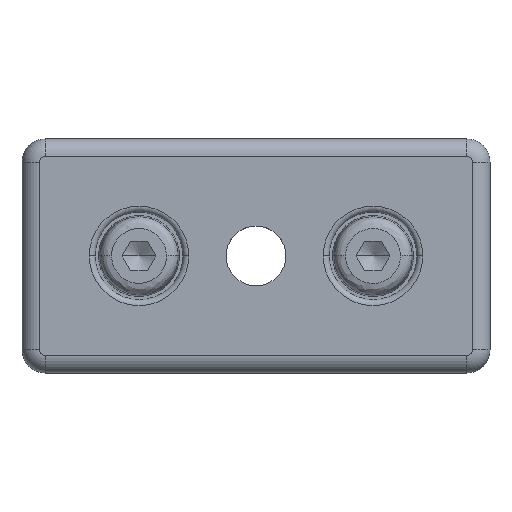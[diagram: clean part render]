
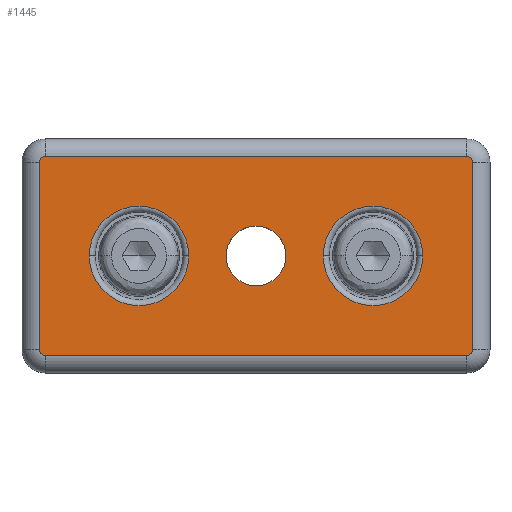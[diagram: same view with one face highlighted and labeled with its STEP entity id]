
A CAD part, top view. The second image highlights one B-rep face of the part: STEP entity #1445.
In plain terms, the highlighted planar face has unit normal (0, 0, 1).
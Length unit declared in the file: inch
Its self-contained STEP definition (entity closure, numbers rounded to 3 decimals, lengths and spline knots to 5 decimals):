
#43 = LINE ( 'NONE', #2126, #498 ) ;
#45 = EDGE_CURVE ( 'NONE', #11764, #6913, #756, .T. ) ;
#123 = EDGE_CURVE ( 'NONE', #4331, #11666, #1176, .T. ) ;
#143 = CARTESIAN_POINT ( 'NONE',  ( -0.7874, 0., 0.62992 ) ) ;
#286 = AXIS2_PLACEMENT_3D ( 'NONE', #3118, #11299, #2096 ) ;
#299 = CARTESIAN_POINT ( 'NONE',  ( 1.41732, -0.66929, 0.62992 ) ) ;
#374 = CARTESIAN_POINT ( 'NONE',  ( 1.41732, 0.62992, 0.62992 ) ) ;
#435 = EDGE_LOOP ( 'NONE', ( #11101, #11492 ) ) ;
#470 = VERTEX_POINT ( 'NONE', #6439 ) ;
#471 = CARTESIAN_POINT ( 'NONE',  ( 0.20079, 0., 0.62992 ) ) ;
#498 = VECTOR ( 'NONE', #9321, 39.37008 ) ;
#756 = CIRCLE ( 'NONE', #5256, 0.03937 ) ;
#925 = VERTEX_POINT ( 'NONE', #3541 ) ;
#970 = VERTEX_POINT ( 'NONE', #8635 ) ;
#1017 = CARTESIAN_POINT ( 'NONE',  ( -0.7874, 0., 0.62992 ) ) ;
#1119 = ORIENTED_EDGE ( 'NONE', *, *, #3950, .T. ) ;
#1176 = CIRCLE ( 'NONE', #6122, 0.20079 ) ;
#1230 = DIRECTION ( 'NONE',  ( -1., 0., 0. ) ) ;
#1299 = VECTOR ( 'NONE', #7763, 39.37008 ) ;
#1445 = ADVANCED_FACE ( 'NONE', ( #2033, #10421, #10222, #10288 ), #9287, .F. ) ;
#1455 = CARTESIAN_POINT ( 'NONE',  ( -1.45669, -0.62992, 0.62992 ) ) ;
#1480 = EDGE_LOOP ( 'NONE', ( #10197, #6278 ) ) ;
#1780 = CIRCLE ( 'NONE', #7359, 0.33465 ) ;
#1817 = EDGE_CURVE ( 'NONE', #7944, #7300, #1780, .T. ) ;
#1855 = CARTESIAN_POINT ( 'NONE',  ( -1.45669, 0.62992, 0.62992 ) ) ;
#2010 = VECTOR ( 'NONE', #11658, 39.37008 ) ;
#2031 = CIRCLE ( 'NONE', #3759, 0.03937 ) ;
#2033 = FACE_BOUND ( 'NONE', #1480, .T. ) ;
#2096 = DIRECTION ( 'NONE',  ( 0., -1., 0. ) ) ;
#2126 = CARTESIAN_POINT ( 'NONE',  ( 1.45669, -0.7874, 0.62992 ) ) ;
#2431 = CARTESIAN_POINT ( 'NONE',  ( -0.45276, 0., 0.62992 ) ) ;
#2542 = ORIENTED_EDGE ( 'NONE', *, *, #3269, .T. ) ;
#2829 = VERTEX_POINT ( 'NONE', #1455 ) ;
#2845 = DIRECTION ( 'NONE',  ( -1., 0., 0. ) ) ;
#2916 = CARTESIAN_POINT ( 'NONE',  ( 1.41732, -0.62992, 0.62992 ) ) ;
#3018 = CIRCLE ( 'NONE', #4726, 0.03937 ) ;
#3118 = CARTESIAN_POINT ( 'NONE',  ( 1.5748, -0.7874, 0.62992 ) ) ;
#3184 = CARTESIAN_POINT ( 'NONE',  ( 0.7874, 0., 0.62992 ) ) ;
#3269 = EDGE_CURVE ( 'NONE', #9945, #925, #2031, .T. ) ;
#3364 = EDGE_CURVE ( 'NONE', #970, #10548, #4367, .T. ) ;
#3420 = CARTESIAN_POINT ( 'NONE',  ( 0., 0., 0.62992 ) ) ;
#3452 = VECTOR ( 'NONE', #12074, 39.37008 ) ;
#3484 = ORIENTED_EDGE ( 'NONE', *, *, #6645, .T. ) ;
#3493 = CARTESIAN_POINT ( 'NONE',  ( 1.12205, 0., 0.62992 ) ) ;
#3541 = CARTESIAN_POINT ( 'NONE',  ( 1.45669, -0.62992, 0.62992 ) ) ;
#3759 = AXIS2_PLACEMENT_3D ( 'NONE', #2916, #4728, #11034 ) ;
#3772 = CIRCLE ( 'NONE', #8383, 0.33465 ) ;
#3775 = EDGE_CURVE ( 'NONE', #925, #8510, #43, .T. ) ;
#3893 = LINE ( 'NONE', #7991, #3452 ) ;
#3950 = EDGE_CURVE ( 'NONE', #8510, #470, #4382, .T. ) ;
#4180 = CARTESIAN_POINT ( 'NONE',  ( -1.41732, -0.66929, 0.62992 ) ) ;
#4250 = CARTESIAN_POINT ( 'NONE',  ( 0.7874, 0., 0.62992 ) ) ;
#4331 = VERTEX_POINT ( 'NONE', #12840 ) ;
#4367 = CIRCLE ( 'NONE', #12505, 0.33465 ) ;
#4380 = CIRCLE ( 'NONE', #10378, 0.33465 ) ;
#4382 = CIRCLE ( 'NONE', #6100, 0.03937 ) ;
#4486 = DIRECTION ( 'NONE',  ( 0., 0., 1. ) ) ;
#4726 = AXIS2_PLACEMENT_3D ( 'NONE', #8821, #8684, #11822 ) ;
#4728 = DIRECTION ( 'NONE',  ( 0., 0., 1. ) ) ;
#5256 = AXIS2_PLACEMENT_3D ( 'NONE', #5869, #8687, #2845 ) ;
#5579 = EDGE_CURVE ( 'NONE', #7300, #7944, #3772, .T. ) ;
#5645 = ORIENTED_EDGE ( 'NONE', *, *, #45, .T. ) ;
#5791 = AXIS2_PLACEMENT_3D ( 'NONE', #3420, #7525, #11603 ) ;
#5795 = CARTESIAN_POINT ( 'NONE',  ( -1.41732, 0.66929, 0.62992 ) ) ;
#5869 = CARTESIAN_POINT ( 'NONE',  ( -1.41732, 0.62992, 0.62992 ) ) ;
#6100 = AXIS2_PLACEMENT_3D ( 'NONE', #374, #4486, #8576 ) ;
#6122 = AXIS2_PLACEMENT_3D ( 'NONE', #8014, #13235, #13104 ) ;
#6278 = ORIENTED_EDGE ( 'NONE', *, *, #123, .F. ) ;
#6320 = VERTEX_POINT ( 'NONE', #4180 ) ;
#6327 = DIRECTION ( 'NONE',  ( 0., 0., -1. ) ) ;
#6361 = LINE ( 'NONE', #7371, #2010 ) ;
#6372 = EDGE_CURVE ( 'NONE', #10548, #970, #4380, .T. ) ;
#6419 = EDGE_LOOP ( 'NONE', ( #7292, #7450 ) ) ;
#6439 = CARTESIAN_POINT ( 'NONE',  ( 1.41732, 0.66929, 0.62992 ) ) ;
#6473 = CARTESIAN_POINT ( 'NONE',  ( 1.45669, 0.62992, 0.62992 ) ) ;
#6645 = EDGE_CURVE ( 'NONE', #6913, #2829, #6361, .T. ) ;
#6817 = CARTESIAN_POINT ( 'NONE',  ( 1.5748, 0.66929, 0.62992 ) ) ;
#6913 = VERTEX_POINT ( 'NONE', #1855 ) ;
#7292 = ORIENTED_EDGE ( 'NONE', *, *, #3364, .T. ) ;
#7300 = VERTEX_POINT ( 'NONE', #8904 ) ;
#7359 = AXIS2_PLACEMENT_3D ( 'NONE', #4250, #12497, #8353 ) ;
#7371 = CARTESIAN_POINT ( 'NONE',  ( -1.45669, -0.7874, 0.62992 ) ) ;
#7450 = ORIENTED_EDGE ( 'NONE', *, *, #6372, .T. ) ;
#7525 = DIRECTION ( 'NONE',  ( 0., 0., 1. ) ) ;
#7699 = LINE ( 'NONE', #6817, #1299 ) ;
#7763 = DIRECTION ( 'NONE',  ( -1., 0., 0. ) ) ;
#7944 = VERTEX_POINT ( 'NONE', #3493 ) ;
#7991 = CARTESIAN_POINT ( 'NONE',  ( 1.5748, -0.66929, 0.62992 ) ) ;
#8014 = CARTESIAN_POINT ( 'NONE',  ( 0., 0., 0.62992 ) ) ;
#8084 = DIRECTION ( 'NONE',  ( -1., 0., 0. ) ) ;
#8130 = EDGE_CURVE ( 'NONE', #6320, #9945, #3893, .T. ) ;
#8295 = EDGE_CURVE ( 'NONE', #470, #11764, #7699, .T. ) ;
#8353 = DIRECTION ( 'NONE',  ( -1., 0., 0. ) ) ;
#8383 = AXIS2_PLACEMENT_3D ( 'NONE', #3184, #10423, #1230 ) ;
#8403 = ORIENTED_EDGE ( 'NONE', *, *, #12907, .T. ) ;
#8427 = EDGE_LOOP ( 'NONE', ( #2542, #12403, #1119, #10089, #5645, #3484, #8403, #10258 ) ) ;
#8510 = VERTEX_POINT ( 'NONE', #6473 ) ;
#8576 = DIRECTION ( 'NONE',  ( -1., 0., 0. ) ) ;
#8635 = CARTESIAN_POINT ( 'NONE',  ( -1.12205, 0., 0.62992 ) ) ;
#8684 = DIRECTION ( 'NONE',  ( 0., 0., 1. ) ) ;
#8687 = DIRECTION ( 'NONE',  ( 0., 0., 1. ) ) ;
#8821 = CARTESIAN_POINT ( 'NONE',  ( -1.41732, -0.62992, 0.62992 ) ) ;
#8904 = CARTESIAN_POINT ( 'NONE',  ( 0.45276, 0., 0.62992 ) ) ;
#9280 = DIRECTION ( 'NONE',  ( 0., 0., -1. ) ) ;
#9287 = PLANE ( 'NONE',  #286 ) ;
#9321 = DIRECTION ( 'NONE',  ( 0., 1., 0. ) ) ;
#9945 = VERTEX_POINT ( 'NONE', #299 ) ;
#10089 = ORIENTED_EDGE ( 'NONE', *, *, #8295, .T. ) ;
#10197 = ORIENTED_EDGE ( 'NONE', *, *, #12537, .F. ) ;
#10222 = FACE_BOUND ( 'NONE', #435, .T. ) ;
#10258 = ORIENTED_EDGE ( 'NONE', *, *, #8130, .T. ) ;
#10288 = FACE_OUTER_BOUND ( 'NONE', #8427, .T. ) ;
#10378 = AXIS2_PLACEMENT_3D ( 'NONE', #143, #6327, #10417 ) ;
#10417 = DIRECTION ( 'NONE',  ( -1., 0., 0. ) ) ;
#10421 = FACE_BOUND ( 'NONE', #6419, .T. ) ;
#10423 = DIRECTION ( 'NONE',  ( 0., 0., -1. ) ) ;
#10548 = VERTEX_POINT ( 'NONE', #2431 ) ;
#11034 = DIRECTION ( 'NONE',  ( -1., 0., 0. ) ) ;
#11101 = ORIENTED_EDGE ( 'NONE', *, *, #5579, .T. ) ;
#11299 = DIRECTION ( 'NONE',  ( 0., 0., -1. ) ) ;
#11492 = ORIENTED_EDGE ( 'NONE', *, *, #1817, .T. ) ;
#11603 = DIRECTION ( 'NONE',  ( 1., 0., 0. ) ) ;
#11658 = DIRECTION ( 'NONE',  ( 0., -1., 0. ) ) ;
#11666 = VERTEX_POINT ( 'NONE', #471 ) ;
#11764 = VERTEX_POINT ( 'NONE', #5795 ) ;
#11822 = DIRECTION ( 'NONE',  ( -1., 0., 0. ) ) ;
#12074 = DIRECTION ( 'NONE',  ( 1., 0., 0. ) ) ;
#12403 = ORIENTED_EDGE ( 'NONE', *, *, #3775, .T. ) ;
#12497 = DIRECTION ( 'NONE',  ( 0., 0., -1. ) ) ;
#12505 = AXIS2_PLACEMENT_3D ( 'NONE', #1017, #9280, #8084 ) ;
#12537 = EDGE_CURVE ( 'NONE', #11666, #4331, #12853, .T. ) ;
#12840 = CARTESIAN_POINT ( 'NONE',  ( -0.20079, 0., 0.62992 ) ) ;
#12853 = CIRCLE ( 'NONE', #5791, 0.20079 ) ;
#12907 = EDGE_CURVE ( 'NONE', #2829, #6320, #3018, .T. ) ;
#13104 = DIRECTION ( 'NONE',  ( 1., 0., 0. ) ) ;
#13235 = DIRECTION ( 'NONE',  ( 0., 0., 1. ) ) ;
